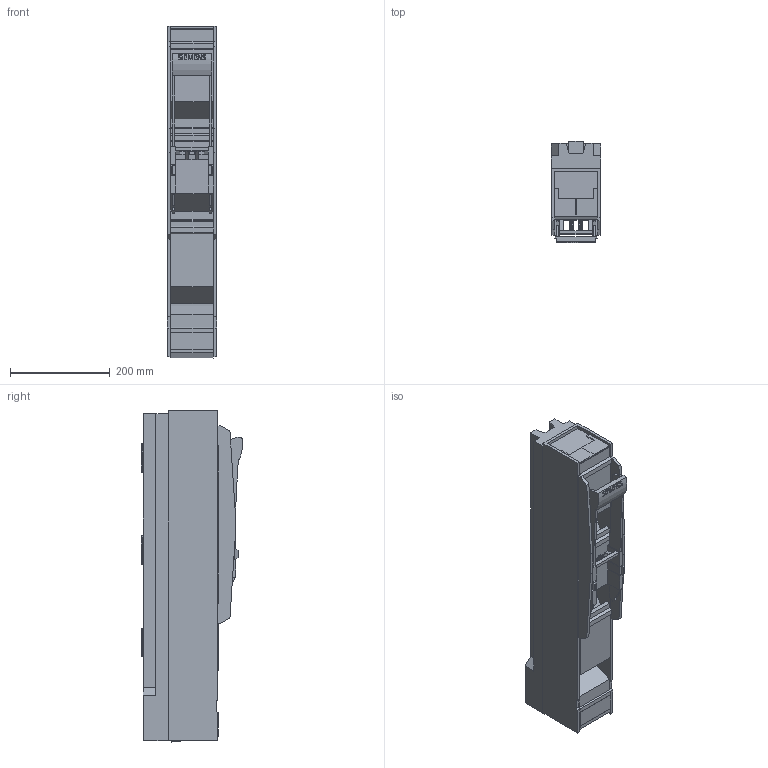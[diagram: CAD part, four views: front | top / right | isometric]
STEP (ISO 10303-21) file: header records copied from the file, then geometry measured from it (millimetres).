
FILE_DESCRIPTION(/* description */ (''),/* implementation_level */ '2;1');
FILE_NAME(/* name */ '3NJ41233BF01_v.stp',/* time_stamp */ '2023-05-26T12:26:02+02:00',/* author */ (''),/* organization */ (''),/* preprocessor_version */ 'ST-DEVELOPER v18.101',/* originating_system */ 'SIEMENS PLM Software NX 2008',/* authorisation */ '');
FILE_SCHEMA (('AUTOMOTIVE_DESIGN { 1 0 10303 214 3 1 1 1 }'));
Length unit declared in the file: millimetre
Products named in the file (1): 3NJ41233BF01_v8_final
Bounding box: 100 x 202.4 x 664.94 mm (x, y, z)
Volume: 7712511 mm3; surface area: 926479.5 mm2
Topology: 8 solids, 8 shells, 542 faces, 1548 edges, 1033 vertices
Faces by surface type: plane 435, cylinder 77, extrusion 18, cone 12
Full cylindrical faces by diameter (mm): 4.2 x2, 4.5 x2, 5.1 x6, 5.4 x4, 10 x9, 14 x1, 20 x2, 31.629 x2
Entity records: 19378 total; most frequent: CARTESIAN_POINT 3839, ORIENTED_EDGE 2958, DIRECTION 2642, EDGE_CURVE 1479, VECTOR 1204, LINE 1186, VERTEX_POINT 1008, AXIS2_PLACEMENT_3D 719
